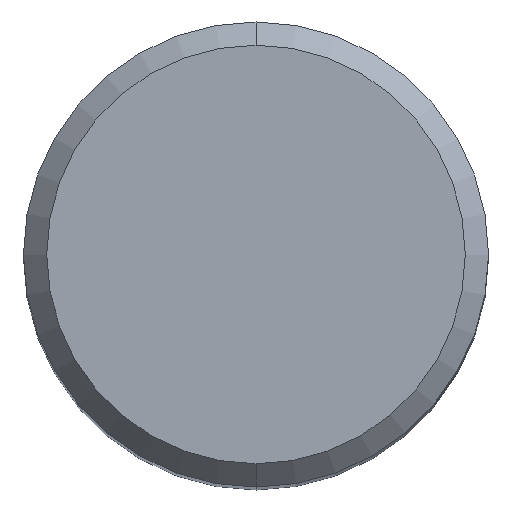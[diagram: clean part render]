
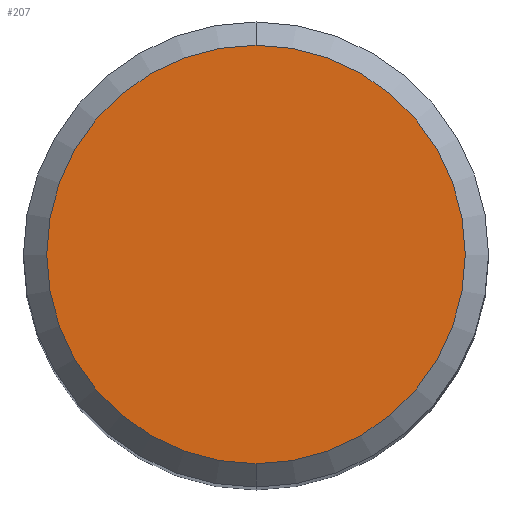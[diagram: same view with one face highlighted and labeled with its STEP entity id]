
A CAD part, top view. The second image highlights one B-rep face of the part: STEP entity #207.
In plain terms, the highlighted planar face has unit normal (0, 0, 1).
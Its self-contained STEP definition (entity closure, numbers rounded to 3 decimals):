
#161=EDGE_CURVE('',#227,#167,#319,.T.);
#167=VERTEX_POINT('',#325);
#197=EDGE_CURVE('',#167,#227,#361,.T.);
#207=ADVANCED_FACE('',(#373),#374,.T.);
#227=VERTEX_POINT('',#395);
#319=CIRCLE('',#501,4.5);
#325=CARTESIAN_POINT('',(0.,-4.5,0.0));
#361=CIRCLE('',#554,4.5);
#373=FACE_OUTER_BOUND('',#568,.T.);
#374=PLANE('',#569);
#395=CARTESIAN_POINT('',(0.0,4.5,0.0));
#501=AXIS2_PLACEMENT_3D('',#693,#694,#695);
#554=AXIS2_PLACEMENT_3D('',#754,#755,#756);
#568=EDGE_LOOP('',(#775,#776));
#569=AXIS2_PLACEMENT_3D('',#777,#778,#779);
#693=CARTESIAN_POINT('',(0.0,0.0,0.0));
#694=DIRECTION('',(0.0,0.0,-1.0));
#695=DIRECTION('',(0.0,1.0,0.0));
#754=CARTESIAN_POINT('',(0.0,0.0,0.0));
#755=DIRECTION('',(0.0,0.0,-1.0));
#756=DIRECTION('',(0.0,1.0,0.0));
#775=ORIENTED_EDGE('',*,*,#161,.F.);
#776=ORIENTED_EDGE('',*,*,#197,.F.);
#777=CARTESIAN_POINT('',(0.0,2.25,0.0));
#778=DIRECTION('',(-0.0,0.0,1.0));
#779=DIRECTION('',(0.0,-1.0,0.0));
